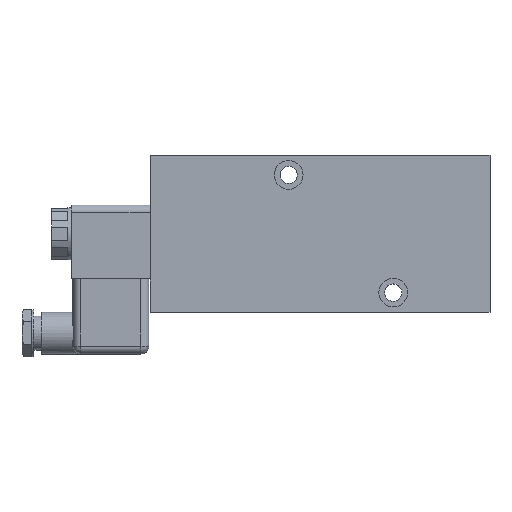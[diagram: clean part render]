
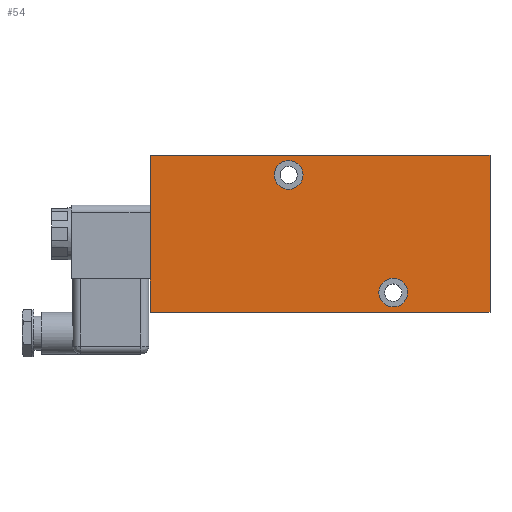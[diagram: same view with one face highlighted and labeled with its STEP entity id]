
A CAD part, top view. The second image highlights one B-rep face of the part: STEP entity #54.
In plain terms, the highlighted planar face has unit normal (0, 0, 1).
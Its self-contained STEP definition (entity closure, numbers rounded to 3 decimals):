
#8 = FACE_BOUND ( 'NONE', #1772, .T. ) ;
#10 = LINE ( 'NONE', #1248, #191 ) ;
#54 = ADVANCED_FACE ( 'NONE', ( #2059, #8, #3694 ), #721, .T. ) ;
#92 = AXIS2_PLACEMENT_3D ( 'NONE', #3217, #2346, #2905 ) ;
#102 = AXIS2_PLACEMENT_3D ( 'NONE', #2145, #646, #703 ) ;
#191 = VECTOR ( 'NONE', #3392, 1000. ) ;
#264 = ORIENTED_EDGE ( 'NONE', *, *, #3161, .F. ) ;
#302 = CARTESIAN_POINT ( 'NONE',  ( -74., -30., 30. ) ) ;
#485 = CARTESIAN_POINT ( 'NONE',  ( 19., -28., 30. ) ) ;
#555 = CARTESIAN_POINT ( 'NONE',  ( -21., 17., 30. ) ) ;
#581 = CARTESIAN_POINT ( 'NONE',  ( -21., 28., 30. ) ) ;
#593 = VERTEX_POINT ( 'NONE', #555 ) ;
#646 = DIRECTION ( 'NONE',  ( 0., 0., -1. ) ) ;
#703 = DIRECTION ( 'NONE',  ( 0., 1., 0. ) ) ;
#707 = LINE ( 'NONE', #1789, #937 ) ;
#721 = PLANE ( 'NONE',  #1080 ) ;
#736 = VERTEX_POINT ( 'NONE', #581 ) ;
#789 = CIRCLE ( 'NONE', #1564, 5.5 ) ;
#929 = LINE ( 'NONE', #2316, #3048 ) ;
#937 = VECTOR ( 'NONE', #3859, 1000. ) ;
#950 = CARTESIAN_POINT ( 'NONE',  ( 19., -17., 30. ) ) ;
#977 = DIRECTION ( 'NONE',  ( 0., 0., -1. ) ) ;
#1080 = AXIS2_PLACEMENT_3D ( 'NONE', #2815, #3435, #2834 ) ;
#1112 = VECTOR ( 'NONE', #2601, 1000. ) ;
#1248 = CARTESIAN_POINT ( 'NONE',  ( -74., 0., 30. ) ) ;
#1294 = VERTEX_POINT ( 'NONE', #302 ) ;
#1312 = AXIS2_PLACEMENT_3D ( 'NONE', #3067, #3659, #3340 ) ;
#1375 = ORIENTED_EDGE ( 'NONE', *, *, #2449, .T. ) ;
#1437 = CIRCLE ( 'NONE', #102, 5.5 ) ;
#1564 = AXIS2_PLACEMENT_3D ( 'NONE', #3081, #977, #3116 ) ;
#1760 = VERTEX_POINT ( 'NONE', #2930 ) ;
#1772 = EDGE_LOOP ( 'NONE', ( #1375, #2269 ) ) ;
#1777 = CIRCLE ( 'NONE', #92, 5.5 ) ;
#1789 = CARTESIAN_POINT ( 'NONE',  ( -9., 30., 30. ) ) ;
#1971 = VERTEX_POINT ( 'NONE', #3711 ) ;
#2010 = LINE ( 'NONE', #2274, #1112 ) ;
#2027 = VERTEX_POINT ( 'NONE', #3409 ) ;
#2059 = FACE_BOUND ( 'NONE', #3298, .T. ) ;
#2145 = CARTESIAN_POINT ( 'NONE',  ( 19., -22.5, 30. ) ) ;
#2195 = EDGE_CURVE ( 'NONE', #3197, #2500, #1777, .T. ) ;
#2231 = ORIENTED_EDGE ( 'NONE', *, *, #3303, .F. ) ;
#2269 = ORIENTED_EDGE ( 'NONE', *, *, #3599, .T. ) ;
#2274 = CARTESIAN_POINT ( 'NONE',  ( 56., 0., 30. ) ) ;
#2316 = CARTESIAN_POINT ( 'NONE',  ( -9., -30., 30. ) ) ;
#2346 = DIRECTION ( 'NONE',  ( 0., 0., -1. ) ) ;
#2370 = EDGE_CURVE ( 'NONE', #1760, #1971, #707, .T. ) ;
#2449 = EDGE_CURVE ( 'NONE', #736, #593, #3389, .T. ) ;
#2500 = VERTEX_POINT ( 'NONE', #950 ) ;
#2601 = DIRECTION ( 'NONE',  ( 0., -1., 0. ) ) ;
#2686 = ORIENTED_EDGE ( 'NONE', *, *, #2370, .F. ) ;
#2815 = CARTESIAN_POINT ( 'NONE',  ( -74., -30., 30. ) ) ;
#2834 = DIRECTION ( 'NONE',  ( 1., 0., 0. ) ) ;
#2865 = DIRECTION ( 'NONE',  ( -1., 0., 0. ) ) ;
#2905 = DIRECTION ( 'NONE',  ( 0., 1., 0. ) ) ;
#2930 = CARTESIAN_POINT ( 'NONE',  ( -74., 30., 30. ) ) ;
#2945 = EDGE_CURVE ( 'NONE', #1294, #1760, #10, .T. ) ;
#3048 = VECTOR ( 'NONE', #2865, 1000. ) ;
#3067 = CARTESIAN_POINT ( 'NONE',  ( -21., 22.5, 30. ) ) ;
#3081 = CARTESIAN_POINT ( 'NONE',  ( -21., 22.5, 30. ) ) ;
#3116 = DIRECTION ( 'NONE',  ( 0., 1., 0. ) ) ;
#3139 = ORIENTED_EDGE ( 'NONE', *, *, #3580, .T. ) ;
#3161 = EDGE_CURVE ( 'NONE', #2027, #1294, #929, .T. ) ;
#3197 = VERTEX_POINT ( 'NONE', #485 ) ;
#3217 = CARTESIAN_POINT ( 'NONE',  ( 19., -22.5, 30. ) ) ;
#3298 = EDGE_LOOP ( 'NONE', ( #3139, #3832 ) ) ;
#3303 = EDGE_CURVE ( 'NONE', #1971, #2027, #2010, .T. ) ;
#3340 = DIRECTION ( 'NONE',  ( 0., 1., 0. ) ) ;
#3389 = CIRCLE ( 'NONE', #1312, 5.5 ) ;
#3392 = DIRECTION ( 'NONE',  ( 0., 1., 0. ) ) ;
#3409 = CARTESIAN_POINT ( 'NONE',  ( 56., -30., 30. ) ) ;
#3435 = DIRECTION ( 'NONE',  ( 0., 0., 1. ) ) ;
#3553 = EDGE_LOOP ( 'NONE', ( #2686, #3735, #264, #2231 ) ) ;
#3580 = EDGE_CURVE ( 'NONE', #2500, #3197, #1437, .T. ) ;
#3599 = EDGE_CURVE ( 'NONE', #593, #736, #789, .T. ) ;
#3659 = DIRECTION ( 'NONE',  ( 0., 0., -1. ) ) ;
#3694 = FACE_OUTER_BOUND ( 'NONE', #3553, .T. ) ;
#3711 = CARTESIAN_POINT ( 'NONE',  ( 56., 30., 30. ) ) ;
#3735 = ORIENTED_EDGE ( 'NONE', *, *, #2945, .F. ) ;
#3832 = ORIENTED_EDGE ( 'NONE', *, *, #2195, .T. ) ;
#3859 = DIRECTION ( 'NONE',  ( 1., 0., 0. ) ) ;
